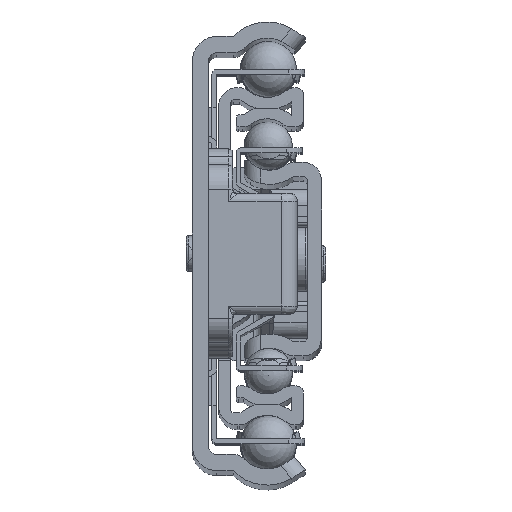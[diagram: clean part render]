
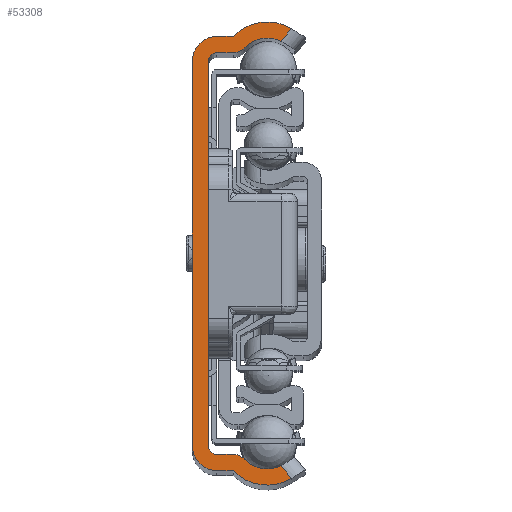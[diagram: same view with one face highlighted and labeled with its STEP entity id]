
A CAD part, top view. The second image highlights one B-rep face of the part: STEP entity #53308.
In plain terms, the highlighted planar face has unit normal (0, 0, 1).
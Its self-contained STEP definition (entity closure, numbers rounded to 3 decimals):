
#5344=LINE('',#91842,#9381);
#5366=LINE('',#91930,#9403);
#5374=LINE('',#91976,#9411);
#5385=LINE('',#92036,#9422);
#5389=LINE('',#92048,#9426);
#5393=LINE('',#92060,#9430);
#5398=LINE('',#92077,#9435);
#5402=LINE('',#92091,#9439);
#9381=VECTOR('',#65891,10.);
#9403=VECTOR('',#65979,10.);
#9411=VECTOR('',#66009,10.);
#9422=VECTOR('',#66056,10.);
#9426=VECTOR('',#66068,10.);
#9430=VECTOR('',#66080,10.);
#9435=VECTOR('',#66101,10.);
#9439=VECTOR('',#66119,10.);
#12063=PLANE('',#57048);
#14136=FACE_OUTER_BOUND('',#16937,.T.);
#16937=EDGE_LOOP('',(#41433,#41434,#41435,#41436,#41437,#41438,#41439,#41440,
#41441,#41442,#41443,#41444,#41445,#41446,#41447,#41448,#41449,#41450));
#19340=CIRCLE('',#57000,5.8);
#19342=CIRCLE('',#57009,3.8);
#19343=CIRCLE('',#57019,3.8);
#19345=CIRCLE('',#57022,2.);
#19347=CIRCLE('',#57026,1.);
#19349=CIRCLE('',#57030,1.);
#19351=CIRCLE('',#57034,2.);
#19353=CIRCLE('',#57038,5.8);
#19355=CIRCLE('',#57042,3.);
#19357=CIRCLE('',#57045,3.);
#22984=VERTEX_POINT('',#91840);
#22985=VERTEX_POINT('',#91841);
#23013=VERTEX_POINT('',#91924);
#23014=VERTEX_POINT('',#91929);
#23021=VERTEX_POINT('',#91951);
#23028=VERTEX_POINT('',#91970);
#23029=VERTEX_POINT('',#91975);
#23033=VERTEX_POINT('',#91991);
#23040=VERTEX_POINT('',#92023);
#23042=VERTEX_POINT('',#92029);
#23044=VERTEX_POINT('',#92035);
#23046=VERTEX_POINT('',#92041);
#23048=VERTEX_POINT('',#92047);
#23050=VERTEX_POINT('',#92053);
#23052=VERTEX_POINT('',#92059);
#23054=VERTEX_POINT('',#92070);
#23056=VERTEX_POINT('',#92076);
#23058=VERTEX_POINT('',#92085);
#29516=EDGE_CURVE('',#22984,#22985,#5344,.T.);
#29559=EDGE_CURVE('',#23013,#23014,#5366,.T.);
#29568=EDGE_CURVE('',#23021,#23013,#19340,.T.);
#29577=EDGE_CURVE('',#23028,#23029,#5374,.T.);
#29583=EDGE_CURVE('',#23033,#23028,#19342,.T.);
#29595=EDGE_CURVE('',#23014,#23040,#19343,.T.);
#29598=EDGE_CURVE('',#23040,#23042,#19345,.T.);
#29601=EDGE_CURVE('',#23042,#23044,#5385,.T.);
#29604=EDGE_CURVE('',#23044,#23046,#19347,.T.);
#29607=EDGE_CURVE('',#23046,#23048,#5389,.T.);
#29610=EDGE_CURVE('',#23048,#23050,#19349,.T.);
#29613=EDGE_CURVE('',#23050,#23052,#5393,.T.);
#29616=EDGE_CURVE('',#23052,#23033,#19351,.T.);
#29619=EDGE_CURVE('',#23029,#23054,#19353,.T.);
#29622=EDGE_CURVE('',#23054,#23056,#5398,.T.);
#29625=EDGE_CURVE('',#23056,#22984,#19355,.T.);
#29627=EDGE_CURVE('',#22985,#23058,#19357,.T.);
#29630=EDGE_CURVE('',#23058,#23021,#5402,.T.);
#41433=ORIENTED_EDGE('',*,*,#29559,.F.);
#41434=ORIENTED_EDGE('',*,*,#29568,.F.);
#41435=ORIENTED_EDGE('',*,*,#29630,.F.);
#41436=ORIENTED_EDGE('',*,*,#29627,.F.);
#41437=ORIENTED_EDGE('',*,*,#29516,.F.);
#41438=ORIENTED_EDGE('',*,*,#29625,.F.);
#41439=ORIENTED_EDGE('',*,*,#29622,.F.);
#41440=ORIENTED_EDGE('',*,*,#29619,.F.);
#41441=ORIENTED_EDGE('',*,*,#29577,.F.);
#41442=ORIENTED_EDGE('',*,*,#29583,.F.);
#41443=ORIENTED_EDGE('',*,*,#29616,.F.);
#41444=ORIENTED_EDGE('',*,*,#29613,.F.);
#41445=ORIENTED_EDGE('',*,*,#29610,.F.);
#41446=ORIENTED_EDGE('',*,*,#29607,.F.);
#41447=ORIENTED_EDGE('',*,*,#29604,.F.);
#41448=ORIENTED_EDGE('',*,*,#29601,.F.);
#41449=ORIENTED_EDGE('',*,*,#29598,.F.);
#41450=ORIENTED_EDGE('',*,*,#29595,.F.);
#53308=ADVANCED_FACE('',(#14136),#12063,.T.);
#57000=AXIS2_PLACEMENT_3D('',#91953,#65991,#65992);
#57009=AXIS2_PLACEMENT_3D('',#91993,#66016,#66017);
#57019=AXIS2_PLACEMENT_3D('',#92024,#66042,#66043);
#57022=AXIS2_PLACEMENT_3D('',#92030,#66049,#66050);
#57026=AXIS2_PLACEMENT_3D('',#92042,#66061,#66062);
#57030=AXIS2_PLACEMENT_3D('',#92054,#66073,#66074);
#57034=AXIS2_PLACEMENT_3D('',#92065,#66085,#66086);
#57038=AXIS2_PLACEMENT_3D('',#92071,#66094,#66095);
#57042=AXIS2_PLACEMENT_3D('',#92082,#66106,#66107);
#57045=AXIS2_PLACEMENT_3D('',#92086,#66112,#66113);
#57048=AXIS2_PLACEMENT_3D('',#92093,#66121,#66122);
#65891=DIRECTION('',(0.,1.,0.));
#65979=DIRECTION('',(-0.653,-0.757,0.));
#65991=DIRECTION('center_axis',(0.,0.,-1.));
#65992=DIRECTION('ref_axis',(-0.525,-0.851,0.));
#66009=DIRECTION('',(0.653,-0.757,0.));
#66016=DIRECTION('center_axis',(0.,0.,1.));
#66017=DIRECTION('ref_axis',(-0.724,-0.69,0.));
#66042=DIRECTION('center_axis',(0.,0.,1.));
#66043=DIRECTION('ref_axis',(0.525,0.851,0.));
#66049=DIRECTION('center_axis',(0.,0.,-1.));
#66050=DIRECTION('ref_axis',(0.,1.,0.));
#66056=DIRECTION('',(-1.,0.,0.));
#66061=DIRECTION('center_axis',(0.,0.,1.));
#66062=DIRECTION('ref_axis',(0.,1.,0.));
#66068=DIRECTION('',(0.,-1.,0.));
#66073=DIRECTION('center_axis',(0.,0.,1.));
#66074=DIRECTION('ref_axis',(-1.,0.,0.));
#66080=DIRECTION('',(1.,0.,0.));
#66085=DIRECTION('center_axis',(0.,0.,-1.));
#66086=DIRECTION('ref_axis',(-0.724,-0.69,0.));
#66094=DIRECTION('center_axis',(0.,0.,-1.));
#66095=DIRECTION('ref_axis',(0.724,0.69,0.));
#66101=DIRECTION('',(-1.,0.,0.));
#66106=DIRECTION('center_axis',(0.,0.,-1.));
#66107=DIRECTION('ref_axis',(1.,0.,0.));
#66112=DIRECTION('center_axis',(0.,0.,-1.));
#66113=DIRECTION('ref_axis',(0.,-1.,0.));
#66119=DIRECTION('',(1.,0.,0.));
#66121=DIRECTION('center_axis',(0.,0.,1.));
#66122=DIRECTION('ref_axis',(1.,0.,0.));
#91840=CARTESIAN_POINT('',(-9.25,-23.9,350.));
#91841=CARTESIAN_POINT('',(-9.25,23.9,350.));
#91842=CARTESIAN_POINT('',(-9.25,-23.9,350.));
#91924=CARTESIAN_POINT('',(3.027,27.848,350.));
#91929=CARTESIAN_POINT('',(1.693,26.302,350.));
#91930=CARTESIAN_POINT('',(-5.642,17.798,350.));
#91951=CARTESIAN_POINT('',(-4.2,26.9,350.));
#91953=CARTESIAN_POINT('Origin',(0.,22.9,
350.));
#91970=CARTESIAN_POINT('',(1.693,-26.302,350.));
#91975=CARTESIAN_POINT('',(3.027,-27.848,350.));
#91976=CARTESIAN_POINT('',(-6.304,-17.031,350.));
#91991=CARTESIAN_POINT('',(-2.752,-25.521,350.));
#91993=CARTESIAN_POINT('Origin',(0.,-22.9,
350.));
#92023=CARTESIAN_POINT('',(-2.752,25.521,350.));
#92024=CARTESIAN_POINT('Origin',(0.,22.9,
350.));
#92029=CARTESIAN_POINT('',(-4.2,24.9,350.));
#92030=CARTESIAN_POINT('Origin',(-4.2,26.9,350.));
#92035=CARTESIAN_POINT('',(-6.25,24.9,350.));
#92036=CARTESIAN_POINT('',(-4.2,24.9,350.));
#92041=CARTESIAN_POINT('',(-7.25,23.9,350.));
#92042=CARTESIAN_POINT('Origin',(-6.25,23.9,350.));
#92047=CARTESIAN_POINT('',(-7.25,-23.9,350.));
#92048=CARTESIAN_POINT('',(-7.25,23.9,350.));
#92053=CARTESIAN_POINT('',(-6.25,-24.9,350.));
#92054=CARTESIAN_POINT('Origin',(-6.25,-23.9,350.));
#92059=CARTESIAN_POINT('',(-4.2,-24.9,350.));
#92060=CARTESIAN_POINT('',(-6.25,-24.9,350.));
#92065=CARTESIAN_POINT('Origin',(-4.2,-26.9,350.));
#92070=CARTESIAN_POINT('',(-4.2,-26.9,350.));
#92071=CARTESIAN_POINT('Origin',(0.,-22.9,
350.));
#92076=CARTESIAN_POINT('',(-6.25,-26.9,350.));
#92077=CARTESIAN_POINT('',(-4.2,-26.9,350.));
#92082=CARTESIAN_POINT('Origin',(-6.25,-23.9,350.));
#92085=CARTESIAN_POINT('',(-6.25,26.9,350.));
#92086=CARTESIAN_POINT('Origin',(-6.25,23.9,350.));
#92091=CARTESIAN_POINT('',(-6.25,26.9,350.));
#92093=CARTESIAN_POINT('Origin',(-5.819,0.,
350.));
